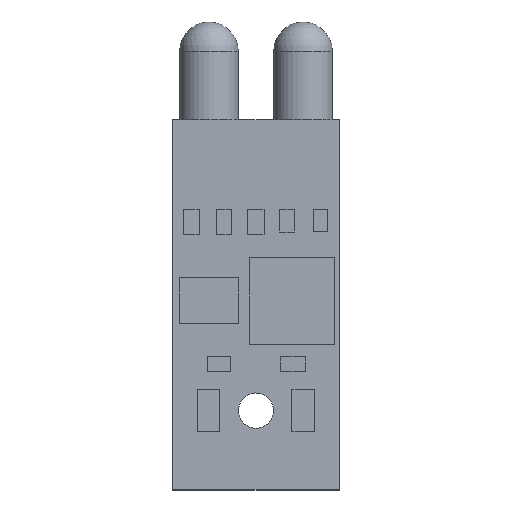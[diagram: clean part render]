
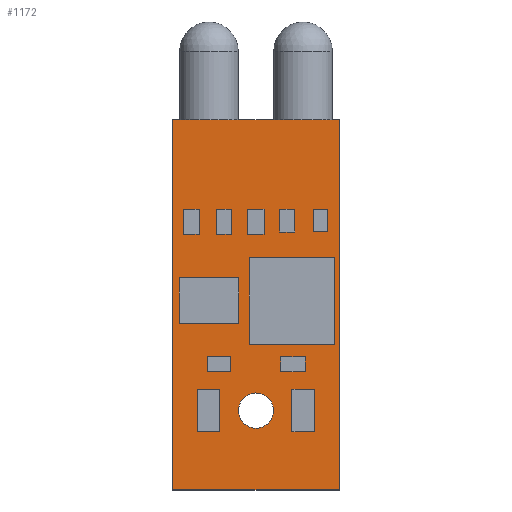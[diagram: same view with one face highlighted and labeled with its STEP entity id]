
A CAD part, top view. The second image highlights one B-rep face of the part: STEP entity #1172.
In plain terms, the highlighted planar face has unit normal (0, 0, 1).
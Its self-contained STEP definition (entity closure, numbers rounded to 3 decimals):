
#47=FACE_BOUND('',#208,.T.);
#53=PLANE('',#1281);
#128=FACE_OUTER_BOUND('',#207,.T.);
#207=EDGE_LOOP('',(#870,#871,#872,#873));
#208=EDGE_LOOP('',(#874));
#286=LINE('',#1710,#433);
#289=LINE('',#1716,#436);
#292=LINE('',#1722,#439);
#295=LINE('',#1726,#442);
#433=VECTOR('',#1379,10.);
#436=VECTOR('',#1384,10.);
#439=VECTOR('',#1389,10.);
#442=VECTOR('',#1394,10.);
#577=CIRCLE('',#1275,1.5);
#587=VERTEX_POINT('',#1698);
#591=VERTEX_POINT('',#1707);
#592=VERTEX_POINT('',#1709);
#594=VERTEX_POINT('',#1715);
#596=VERTEX_POINT('',#1721);
#693=EDGE_CURVE('',#587,#587,#577,.T.);
#698=EDGE_CURVE('',#592,#591,#286,.T.);
#701=EDGE_CURVE('',#594,#592,#289,.T.);
#704=EDGE_CURVE('',#596,#594,#292,.T.);
#707=EDGE_CURVE('',#591,#596,#295,.T.);
#870=ORIENTED_EDGE('',*,*,#707,.T.);
#871=ORIENTED_EDGE('',*,*,#704,.T.);
#872=ORIENTED_EDGE('',*,*,#701,.T.);
#873=ORIENTED_EDGE('',*,*,#698,.T.);
#874=ORIENTED_EDGE('',*,*,#693,.T.);
#1172=ADVANCED_FACE('',(#128,#47),#53,.T.);
#1275=AXIS2_PLACEMENT_3D('',#1699,#1370,#1371);
#1281=AXIS2_PLACEMENT_3D('',#1727,#1395,#1396);
#1370=DIRECTION('center_axis',(0.,0.,-1.));
#1371=DIRECTION('ref_axis',(-1.,0.,0.));
#1379=DIRECTION('',(-1.,0.,0.));
#1384=DIRECTION('',(0.,1.,0.));
#1389=DIRECTION('',(1.,0.,0.));
#1394=DIRECTION('',(0.,-1.,0.));
#1395=DIRECTION('center_axis',(0.,0.,1.));
#1396=DIRECTION('ref_axis',(1.,0.,0.));
#1698=CARTESIAN_POINT('',(1.5,-9.,1.52));
#1699=CARTESIAN_POINT('Origin',(0.,-9.,1.52));
#1707=CARTESIAN_POINT('',(-7.1,15.75,1.52));
#1709=CARTESIAN_POINT('',(7.1,15.75,1.52));
#1710=CARTESIAN_POINT('',(7.1,15.75,1.52));
#1715=CARTESIAN_POINT('',(7.1,-15.75,1.52));
#1716=CARTESIAN_POINT('',(7.1,-15.75,1.52));
#1721=CARTESIAN_POINT('',(-7.1,-15.75,1.52));
#1722=CARTESIAN_POINT('',(-7.1,-15.75,1.52));
#1726=CARTESIAN_POINT('',(-7.1,15.75,1.52));
#1727=CARTESIAN_POINT('Origin',(0.,0.,1.52));
